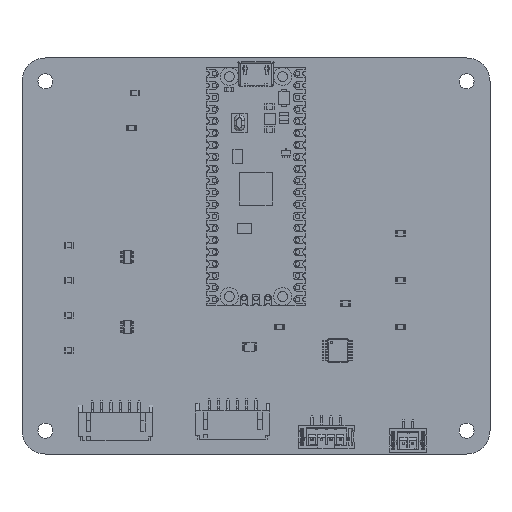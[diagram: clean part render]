
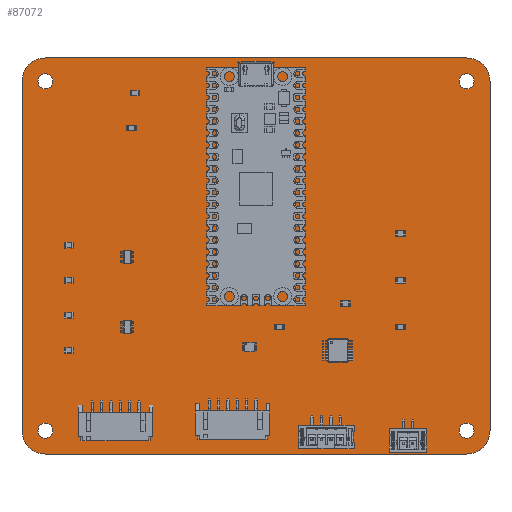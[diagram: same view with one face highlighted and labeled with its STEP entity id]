
A CAD part, top view. The second image highlights one B-rep face of the part: STEP entity #87072.
In plain terms, the highlighted planar face has unit normal (0, 0, 1).
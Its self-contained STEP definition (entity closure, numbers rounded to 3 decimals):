
#86879 = VERTEX_POINT('',#86880);
#86880 = CARTESIAN_POINT('',(240.,-50.,1.6));
#86886 = EDGE_CURVE('',#86879,#86887,#86889,.T.);
#86887 = VERTEX_POINT('',#86888);
#86888 = CARTESIAN_POINT('',(245.,-55.,1.6));
#86889 = CIRCLE('',#86890,5.);
#86890 = AXIS2_PLACEMENT_3D('',#86891,#86892,#86893);
#86891 = CARTESIAN_POINT('',(240.,-55.,1.6));
#86892 = DIRECTION('',(0.,0.,-1.));
#86893 = DIRECTION('',(0.,1.,0.));
#86921 = VERTEX_POINT('',#86922);
#86922 = CARTESIAN_POINT('',(150.,-50.,1.6));
#86928 = EDGE_CURVE('',#86921,#86879,#86929,.T.);
#86929 = LINE('',#86930,#86931);
#86930 = CARTESIAN_POINT('',(150.,-50.,1.6));
#86931 = VECTOR('',#86932,1.);
#86932 = DIRECTION('',(1.,0.,0.));
#86950 = EDGE_CURVE('',#86887,#86951,#86953,.T.);
#86951 = VERTEX_POINT('',#86952);
#86952 = CARTESIAN_POINT('',(245.,-129.65,1.6));
#86953 = LINE('',#86954,#86955);
#86954 = CARTESIAN_POINT('',(245.,-55.,1.6));
#86955 = VECTOR('',#86956,1.);
#86956 = DIRECTION('',(0.,-1.,0.));
#87072 = ADVANCED_FACE('',(#87073,#87119,#87130,#87141,#87152),#87163,
  .T.);
#87073 = FACE_BOUND('',#87074,.T.);
#87074 = EDGE_LOOP('',(#87075,#87076,#87077,#87086,#87094,#87103,#87111,
    #87118));
#87075 = ORIENTED_EDGE('',*,*,#86886,.F.);
#87076 = ORIENTED_EDGE('',*,*,#86928,.F.);
#87077 = ORIENTED_EDGE('',*,*,#87078,.F.);
#87078 = EDGE_CURVE('',#87079,#86921,#87081,.T.);
#87079 = VERTEX_POINT('',#87080);
#87080 = CARTESIAN_POINT('',(145.,-55.,1.6));
#87081 = CIRCLE('',#87082,5.);
#87082 = AXIS2_PLACEMENT_3D('',#87083,#87084,#87085);
#87083 = CARTESIAN_POINT('',(150.,-55.,1.6));
#87084 = DIRECTION('',(0.,0.,-1.));
#87085 = DIRECTION('',(-1.,0.,-0.));
#87086 = ORIENTED_EDGE('',*,*,#87087,.F.);
#87087 = EDGE_CURVE('',#87088,#87079,#87090,.T.);
#87088 = VERTEX_POINT('',#87089);
#87089 = CARTESIAN_POINT('',(145.,-129.65,1.6));
#87090 = LINE('',#87091,#87092);
#87091 = CARTESIAN_POINT('',(145.,-129.65,1.6));
#87092 = VECTOR('',#87093,1.);
#87093 = DIRECTION('',(0.,1.,0.));
#87094 = ORIENTED_EDGE('',*,*,#87095,.F.);
#87095 = EDGE_CURVE('',#87096,#87088,#87098,.T.);
#87096 = VERTEX_POINT('',#87097);
#87097 = CARTESIAN_POINT('',(150.,-134.65,1.6));
#87098 = CIRCLE('',#87099,5.);
#87099 = AXIS2_PLACEMENT_3D('',#87100,#87101,#87102);
#87100 = CARTESIAN_POINT('',(150.,-129.65,1.6));
#87101 = DIRECTION('',(0.,0.,-1.));
#87102 = DIRECTION('',(0.,-1.,0.));
#87103 = ORIENTED_EDGE('',*,*,#87104,.F.);
#87104 = EDGE_CURVE('',#87105,#87096,#87107,.T.);
#87105 = VERTEX_POINT('',#87106);
#87106 = CARTESIAN_POINT('',(240.,-134.65,1.6));
#87107 = LINE('',#87108,#87109);
#87108 = CARTESIAN_POINT('',(240.,-134.65,1.6));
#87109 = VECTOR('',#87110,1.);
#87110 = DIRECTION('',(-1.,0.,0.));
#87111 = ORIENTED_EDGE('',*,*,#87112,.F.);
#87112 = EDGE_CURVE('',#86951,#87105,#87113,.T.);
#87113 = CIRCLE('',#87114,5.);
#87114 = AXIS2_PLACEMENT_3D('',#87115,#87116,#87117);
#87115 = CARTESIAN_POINT('',(240.,-129.65,1.6));
#87116 = DIRECTION('',(0.,0.,-1.));
#87117 = DIRECTION('',(1.,0.,0.));
#87118 = ORIENTED_EDGE('',*,*,#86950,.F.);
#87119 = FACE_BOUND('',#87120,.T.);
#87120 = EDGE_LOOP('',(#87121));
#87121 = ORIENTED_EDGE('',*,*,#87122,.T.);
#87122 = EDGE_CURVE('',#87123,#87123,#87125,.T.);
#87123 = VERTEX_POINT('',#87124);
#87124 = CARTESIAN_POINT('',(150.,-131.25,1.6));
#87125 = CIRCLE('',#87126,1.6);
#87126 = AXIS2_PLACEMENT_3D('',#87127,#87128,#87129);
#87127 = CARTESIAN_POINT('',(150.,-129.65,1.6));
#87128 = DIRECTION('',(-0.,0.,-1.));
#87129 = DIRECTION('',(-0.,-1.,0.));
#87130 = FACE_BOUND('',#87131,.T.);
#87131 = EDGE_LOOP('',(#87132));
#87132 = ORIENTED_EDGE('',*,*,#87133,.T.);
#87133 = EDGE_CURVE('',#87134,#87134,#87136,.T.);
#87134 = VERTEX_POINT('',#87135);
#87135 = CARTESIAN_POINT('',(240.,-131.25,1.6));
#87136 = CIRCLE('',#87137,1.6);
#87137 = AXIS2_PLACEMENT_3D('',#87138,#87139,#87140);
#87138 = CARTESIAN_POINT('',(240.,-129.65,1.6));
#87139 = DIRECTION('',(-0.,0.,-1.));
#87140 = DIRECTION('',(-0.,-1.,0.));
#87141 = FACE_BOUND('',#87142,.T.);
#87142 = EDGE_LOOP('',(#87143));
#87143 = ORIENTED_EDGE('',*,*,#87144,.T.);
#87144 = EDGE_CURVE('',#87145,#87145,#87147,.T.);
#87145 = VERTEX_POINT('',#87146);
#87146 = CARTESIAN_POINT('',(150.,-56.6,1.6));
#87147 = CIRCLE('',#87148,1.6);
#87148 = AXIS2_PLACEMENT_3D('',#87149,#87150,#87151);
#87149 = CARTESIAN_POINT('',(150.,-55.,1.6));
#87150 = DIRECTION('',(-0.,0.,-1.));
#87151 = DIRECTION('',(-0.,-1.,0.));
#87152 = FACE_BOUND('',#87153,.T.);
#87153 = EDGE_LOOP('',(#87154));
#87154 = ORIENTED_EDGE('',*,*,#87155,.T.);
#87155 = EDGE_CURVE('',#87156,#87156,#87158,.T.);
#87156 = VERTEX_POINT('',#87157);
#87157 = CARTESIAN_POINT('',(240.,-56.6,1.6));
#87158 = CIRCLE('',#87159,1.6);
#87159 = AXIS2_PLACEMENT_3D('',#87160,#87161,#87162);
#87160 = CARTESIAN_POINT('',(240.,-55.,1.6));
#87161 = DIRECTION('',(-0.,0.,-1.));
#87162 = DIRECTION('',(-0.,-1.,0.));
#87163 = PLANE('',#87164);
#87164 = AXIS2_PLACEMENT_3D('',#87165,#87166,#87167);
#87165 = CARTESIAN_POINT('',(0.,0.,1.6));
#87166 = DIRECTION('',(0.,0.,1.));
#87167 = DIRECTION('',(1.,0.,-0.));
